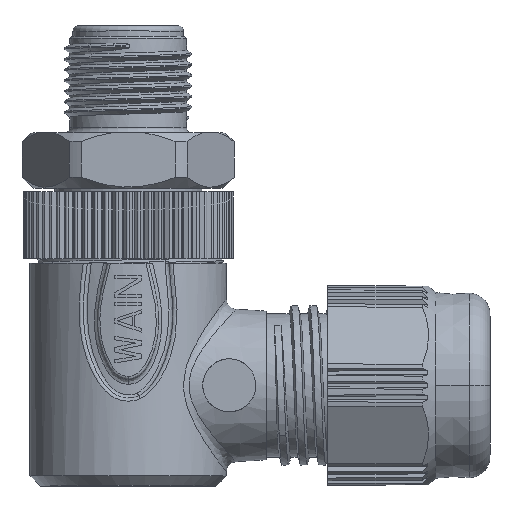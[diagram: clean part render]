
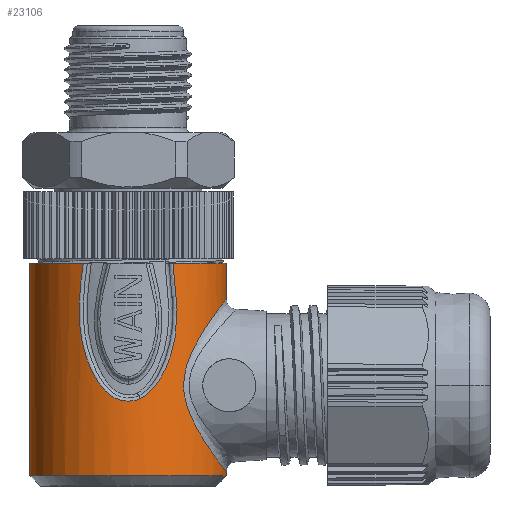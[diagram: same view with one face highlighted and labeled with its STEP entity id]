
A CAD part, top view. The second image highlights one B-rep face of the part: STEP entity #23106.
In plain terms, the highlighted cylindrical face has radius 9.25 mm (diameter 18.5 mm), a partial arc.
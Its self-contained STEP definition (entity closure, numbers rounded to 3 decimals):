
#7161=CARTESIAN_POINT('',(0.,-12.427,0.));
#7162=DIRECTION('',(0.,-1.,0.));
#7163=DIRECTION('',(-0.458,0.,0.889));
#7164=AXIS2_PLACEMENT_3D('',#7161,#7162,#7163);
#7257=CARTESIAN_POINT('',(0.,-12.427,0.));
#7258=DIRECTION('',(0.,-1.,0.));
#7259=DIRECTION('',(1.,0.,0.));
#7260=AXIS2_PLACEMENT_3D('',#7257,#7258,#7259);
#7289=CARTESIAN_POINT('',(1.155,-25.175,9.178));
#7290=CARTESIAN_POINT('',(0.999,-25.246,
9.197));
#7291=CARTESIAN_POINT('',(0.675,-25.359,
9.23));
#7292=CARTESIAN_POINT('',(0.161,-25.431,
9.254));
#7293=CARTESIAN_POINT('',(-0.42,-25.407,
9.246));
#7294=CARTESIAN_POINT('',(-0.896,-25.294,
9.21));
#7295=CARTESIAN_POINT('',(-1.385,-25.079,
9.15));
#7296=CARTESIAN_POINT('',(-1.882,-24.735,
9.061));
#7297=CARTESIAN_POINT('',(-2.374,-24.247,
8.945));
#7298=CARTESIAN_POINT('',(-2.846,-23.619,
8.806));
#7299=CARTESIAN_POINT('',(-3.29,-22.854,
8.649));
#7300=CARTESIAN_POINT('',(-3.713,-21.957,
8.476));
#7301=CARTESIAN_POINT('',(-4.097,-20.902,
8.296));
#7302=CARTESIAN_POINT('',(-4.403,-19.652,
8.137));
#7303=CARTESIAN_POINT('',(-4.59,-18.186,
8.031));
#7304=CARTESIAN_POINT('',(-4.634,-16.498,
8.006));
#7305=CARTESIAN_POINT('',(-4.521,-14.591,
8.071));
#7306=CARTESIAN_POINT('',(-4.343,-13.173,
8.168));
#7307=CARTESIAN_POINT('',(-4.233,-12.427,
8.225));
#7309=CARTESIAN_POINT('',(4.228,-12.427,8.227));
#7310=CARTESIAN_POINT('',(4.341,-13.143,8.169));
#7311=CARTESIAN_POINT('',(4.514,-14.506,8.075));
#7312=CARTESIAN_POINT('',(4.624,-16.339,8.011));
#7313=CARTESIAN_POINT('',(4.598,-17.975,8.027));
#7314=CARTESIAN_POINT('',(4.443,-19.411,8.114));
#7315=CARTESIAN_POINT('',(4.173,-20.648,8.258));
#7316=CARTESIAN_POINT('',(3.82,-21.699,8.428));
#7317=CARTESIAN_POINT('',(3.421,-22.594,8.598));
#7318=CARTESIAN_POINT('',(3.003,-23.365,8.753));
#7319=CARTESIAN_POINT('',(2.561,-24.014,8.893));
#7320=CARTESIAN_POINT('',(2.099,-24.536,9.013));
#7321=CARTESIAN_POINT('',(1.623,-24.928,9.111));
#7322=CARTESIAN_POINT('',(1.31,-25.105,9.158));
#7323=CARTESIAN_POINT('',(1.155,-25.175,9.178));
#7331=DIRECTION('',(0.,1.,0.));
#7332=VECTOR('',#7331,20.);
#7333=CARTESIAN_POINT('',(-9.25,-32.427,0.));
#7334=LINE('',#7333,#7332);
#7335=CARTESIAN_POINT('',(9.25,-15.753,
0.));
#7336=CARTESIAN_POINT('',(9.25,-15.753,
0.3));
#7337=CARTESIAN_POINT('',(9.221,-15.792,
0.906));
#7338=CARTESIAN_POINT('',(9.086,-15.97,1.816));
#7339=CARTESIAN_POINT('',(8.854,-16.28,2.735));
#7340=CARTESIAN_POINT('',(8.516,-16.738,3.656));
#7341=CARTESIAN_POINT('',(8.064,-17.369,4.571));
#7342=CARTESIAN_POINT('',(7.5,-18.187,5.449));
#7343=CARTESIAN_POINT('',(6.841,-19.216,6.251));
#7344=CARTESIAN_POINT('',(6.237,-20.292,6.844));
#7345=CARTESIAN_POINT('',(5.772,-21.298,7.234));
#7346=CARTESIAN_POINT('',(5.447,-22.249,7.478));
#7347=CARTESIAN_POINT('',(5.27,-23.117,7.602));
#7348=CARTESIAN_POINT('',(5.215,-23.927,7.64));
#7349=CARTESIAN_POINT('',(5.27,-24.737,7.602));
#7350=CARTESIAN_POINT('',(5.448,-25.605,7.478));
#7351=CARTESIAN_POINT('',(5.772,-26.556,7.234));
#7352=CARTESIAN_POINT('',(6.237,-27.562,6.844));
#7353=CARTESIAN_POINT('',(6.841,-28.637,6.251));
#7354=CARTESIAN_POINT('',(7.5,-29.666,5.449));
#7355=CARTESIAN_POINT('',(8.064,-30.484,4.571));
#7356=CARTESIAN_POINT('',(8.516,-31.115,3.656));
#7357=CARTESIAN_POINT('',(8.854,-31.573,2.735));
#7358=CARTESIAN_POINT('',(9.086,-31.883,1.816));
#7359=CARTESIAN_POINT('',(9.221,-32.062,
0.906));
#7360=CARTESIAN_POINT('',(9.25,-32.1,
0.3));
#7361=CARTESIAN_POINT('',(9.25,-32.1,
0.));
#7363=DIRECTION('',(0.,-1.,0.));
#7364=VECTOR('',#7363,0.326);
#7365=CARTESIAN_POINT('',(9.25,-32.1,
0.));
#7366=LINE('',#7365,#7364);
#7378=CARTESIAN_POINT('',(0.,-32.427,0.));
#7379=DIRECTION('',(0.,1.,0.));
#7380=DIRECTION('',(-1.,0.,0.));
#7381=AXIS2_PLACEMENT_3D('',#7378,#7379,#7380);
#7474=DIRECTION('',(0.,1.,0.));
#7475=VECTOR('',#7474,3.326);
#7476=CARTESIAN_POINT('',(9.25,-15.753,
0.));
#7477=LINE('',#7476,#7475);
#7498=CARTESIAN_POINT('',(9.25,-32.1,
0.));
#11711=VERTEX_POINT('',#7498);
#11712=VERTEX_POINT('',#7335);
#11713=CARTESIAN_POINT('',(9.25,-32.427,0.));
#11714=CARTESIAN_POINT('',(-9.25,-32.427,0.));
#11715=VERTEX_POINT('',#11713);
#11716=VERTEX_POINT('',#11714);
#11717=CARTESIAN_POINT('',(9.25,-12.427,0.));
#11718=VERTEX_POINT('',#11717);
#11723=CARTESIAN_POINT('',(-9.25,-12.427,0.));
#11724=VERTEX_POINT('',#11723);
#11865=CARTESIAN_POINT('',(-4.233,-12.427,
8.225));
#11866=VERTEX_POINT('',#11865);
#11867=VERTEX_POINT('',#7289);
#11868=VERTEX_POINT('',#7309);
#23085=CARTESIAN_POINT('',(0.,-6.227,0.));
#23086=DIRECTION('',(0.,-1.,0.));
#23087=DIRECTION('',(-1.,0.,0.));
#23088=AXIS2_PLACEMENT_3D('',#23085,#23086,#23087);
#23089=CYLINDRICAL_SURFACE('',#23088,9.25);
#23091=ORIENTED_EDGE('',*,*,#23090,.F.);
#23093=ORIENTED_EDGE('',*,*,#23092,.T.);
#23094=ORIENTED_EDGE('',*,*,#22695,.F.);
#23095=ORIENTED_EDGE('',*,*,#22934,.F.);
#23096=ORIENTED_EDGE('',*,*,#23077,.F.);
#23097=ORIENTED_EDGE('',*,*,#22723,.F.);
#23099=ORIENTED_EDGE('',*,*,#23098,.F.);
#23101=ORIENTED_EDGE('',*,*,#23100,.T.);
#23103=ORIENTED_EDGE('',*,*,#23102,.T.);
#23104=EDGE_LOOP('',(#23091,#23093,#23094,#23095,#23096,#23097,#23099,#23101,
#23103));
#23105=FACE_OUTER_BOUND('',#23104,.F.);
#23106=ADVANCED_FACE('',(#23105),#23089,.T.);
#7165=CIRCLE('',#7164,9.25);
#7261=CIRCLE('',#7260,9.25);
#7308=B_SPLINE_CURVE_WITH_KNOTS('',3,(#7289,#7290,#7291,#7292,#7293,#7294,#7295,
#7296,#7297,#7298,#7299,#7300,#7301,#7302,#7303,#7304,#7305,#7306,#7307),
.UNSPECIFIED.,.F.,.F.,(4,1,1,1,1,1,1,1,1,1,1,1,1,1,1,1,4),(0.,0.063,0.125,
0.188,0.25,0.313,0.375,0.438,0.5,0.563,0.625,0.688,
0.75,0.813,0.875,0.938,1.),.UNSPECIFIED.);
#7324=B_SPLINE_CURVE_WITH_KNOTS('',3,(#7309,#7310,#7311,#7312,#7313,#7314,#7315,
#7316,#7317,#7318,#7319,#7320,#7321,#7322,#7323),.UNSPECIFIED.,.F.,.F.,(4,1,1,1,
1,1,1,1,1,1,1,1,4),(0.,0.083,0.167,0.25,
0.333,0.417,0.5,0.583,0.667,
0.75,0.833,0.917,1.),.UNSPECIFIED.);
#7362=B_SPLINE_CURVE_WITH_KNOTS('',3,(#7335,#7336,#7337,#7338,#7339,#7340,#7341,
#7342,#7343,#7344,#7345,#7346,#7347,#7348,#7349,#7350,#7351,#7352,#7353,#7354,
#7355,#7356,#7357,#7358,#7359,#7360,#7361),.UNSPECIFIED.,.F.,.F.,(4,1,1,1,1,1,1,
1,1,1,1,1,1,1,1,1,1,1,1,1,1,1,1,1,4),(0.,0.042,0.083,
0.125,0.167,0.208,0.25,0.292,
0.333,0.375,0.417,0.458,0.5,
0.542,0.583,0.625,0.667,0.708,
0.75,0.792,0.833,0.875,0.917,
0.958,1.),.UNSPECIFIED.);
#7382=CIRCLE('',#7381,9.25);
#22695=EDGE_CURVE('',#11866,#11724,#7165,.T.);
#22723=EDGE_CURVE('',#11718,#11868,#7261,.T.);
#22934=EDGE_CURVE('',#11867,#11866,#7308,.T.);
#23077=EDGE_CURVE('',#11868,#11867,#7324,.T.);
#23090=EDGE_CURVE('',#11716,#11715,#7382,.T.);
#23092=EDGE_CURVE('',#11716,#11724,#7334,.T.);
#23098=EDGE_CURVE('',#11712,#11718,#7477,.T.);
#23100=EDGE_CURVE('',#11712,#11711,#7362,.T.);
#23102=EDGE_CURVE('',#11711,#11715,#7366,.T.);
